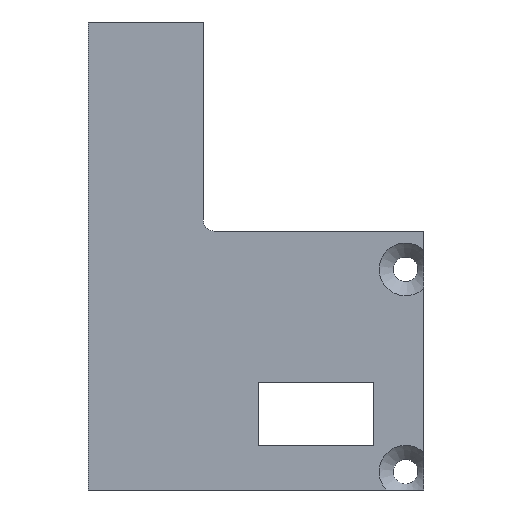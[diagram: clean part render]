
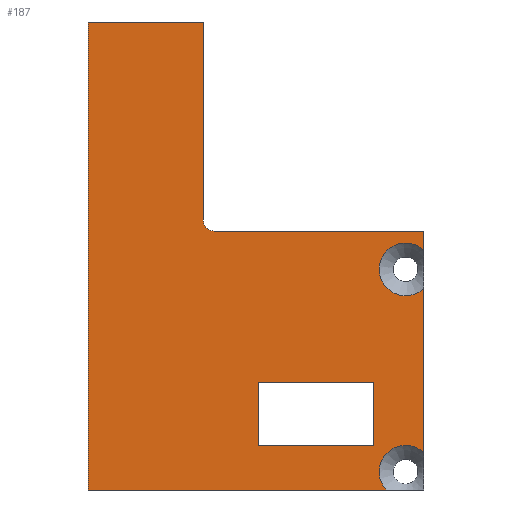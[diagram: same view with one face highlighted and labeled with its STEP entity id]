
A CAD part, front view. The second image highlights one B-rep face of the part: STEP entity #187.
In plain terms, the highlighted planar face has unit normal (0, -1, 0).
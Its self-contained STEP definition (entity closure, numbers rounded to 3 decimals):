
#122=FACE_BOUND('',#239,.T.);
#123=FACE_BOUND('',#240,.T.);
#161=CIRCLE('',#557,4.59);
#162=CIRCLE('',#558,4.59);
#163=CIRCLE('',#559,2.);
#187=ADVANCED_FACE('',(#122,#123),#215,.T.);
#215=PLANE('',#560);
#239=EDGE_LOOP('',(#320,#321,#322,#323,#324,#325,#326,#327,#328,#329));
#240=EDGE_LOOP('',(#330,#331,#332,#333));
#320=ORIENTED_EDGE('',*,*,#463,.T.);
#321=ORIENTED_EDGE('',*,*,#445,.T.);
#322=ORIENTED_EDGE('',*,*,#464,.T.);
#323=ORIENTED_EDGE('',*,*,#449,.T.);
#324=ORIENTED_EDGE('',*,*,#453,.T.);
#325=ORIENTED_EDGE('',*,*,#465,.T.);
#326=ORIENTED_EDGE('',*,*,#454,.T.);
#327=ORIENTED_EDGE('',*,*,#460,.T.);
#328=ORIENTED_EDGE('',*,*,#439,.T.);
#329=ORIENTED_EDGE('',*,*,#443,.T.);
#330=ORIENTED_EDGE('',*,*,#427,.T.);
#331=ORIENTED_EDGE('',*,*,#431,.T.);
#332=ORIENTED_EDGE('',*,*,#434,.T.);
#333=ORIENTED_EDGE('',*,*,#462,.T.);
#383=VERTEX_POINT('',#724);
#384=VERTEX_POINT('',#726);
#386=VERTEX_POINT('',#732);
#388=VERTEX_POINT('',#738);
#393=VERTEX_POINT('',#749);
#394=VERTEX_POINT('',#751);
#397=VERTEX_POINT('',#763);
#398=VERTEX_POINT('',#768);
#399=VERTEX_POINT('',#769);
#401=VERTEX_POINT('',#779);
#402=VERTEX_POINT('',#781);
#404=VERTEX_POINT('',#792);
#405=VERTEX_POINT('',#796);
#406=VERTEX_POINT('',#797);
#427=EDGE_CURVE('',#384,#383,#481,.T.);
#431=EDGE_CURVE('',#383,#386,#485,.T.);
#434=EDGE_CURVE('',#386,#388,#488,.T.);
#439=EDGE_CURVE('',#394,#393,#491,.T.);
#443=EDGE_CURVE('',#393,#397,#494,.T.);
#445=EDGE_CURVE('',#398,#399,#496,.T.);
#449=EDGE_CURVE('',#402,#401,#499,.T.);
#453=EDGE_CURVE('',#401,#404,#502,.T.);
#454=EDGE_CURVE('',#405,#406,#503,.T.);
#460=EDGE_CURVE('',#406,#394,#508,.T.);
#462=EDGE_CURVE('',#388,#384,#510,.T.);
#463=EDGE_CURVE('',#397,#398,#161,.T.);
#464=EDGE_CURVE('',#399,#402,#162,.T.);
#465=EDGE_CURVE('',#404,#405,#163,.T.);
#481=LINE('',#725,#513);
#485=LINE('',#733,#517);
#488=LINE('',#739,#520);
#491=LINE('',#750,#523);
#494=LINE('',#764,#526);
#496=LINE('',#767,#528);
#499=LINE('',#780,#531);
#502=LINE('',#793,#534);
#503=LINE('',#795,#535);
#508=LINE('',#807,#540);
#510=LINE('',#810,#542);
#513=VECTOR('',#595,1.);
#517=VECTOR('',#601,1.);
#520=VECTOR('',#606,1.);
#523=VECTOR('',#615,1.);
#526=VECTOR('',#620,1.);
#528=VECTOR('',#624,1.);
#531=VECTOR('',#627,1.);
#534=VECTOR('',#632,1.);
#535=VECTOR('',#635,1.);
#540=VECTOR('',#644,1.);
#542=VECTOR('',#648,1.);
#557=AXIS2_PLACEMENT_3D('',#812,#651,#652);
#558=AXIS2_PLACEMENT_3D('',#813,#653,#654);
#559=AXIS2_PLACEMENT_3D('',#814,#655,#656);
#560=AXIS2_PLACEMENT_3D('',#815,#657,#658);
#595=DIRECTION('',(0.,0.,1.));
#601=DIRECTION('',(1.,0.,0.));
#606=DIRECTION('',(0.,0.,-1.));
#615=DIRECTION('',(0.,0.,-1.));
#620=DIRECTION('',(1.,0.,0.));
#624=DIRECTION('',(0.,0.,1.));
#627=DIRECTION('',(0.,0.,1.));
#632=DIRECTION('',(-1.,0.,0.));
#635=DIRECTION('',(0.,0.,1.));
#644=DIRECTION('',(-1.,0.,0.));
#648=DIRECTION('',(-1.,0.,0.));
#651=DIRECTION('',(0.,1.,0.));
#652=DIRECTION('',(0.,0.,1.));
#653=DIRECTION('',(0.,1.,0.));
#654=DIRECTION('',(0.,0.,1.));
#655=DIRECTION('',(0.,1.,0.));
#656=DIRECTION('',(0.,0.,-1.));
#657=DIRECTION('',(0.,-1.,0.));
#658=DIRECTION('',(0.,0.,-1.));
#724=CARTESIAN_POINT('',(29.6,-6.35,18.75));
#725=CARTESIAN_POINT('',(29.6,-6.35,7.75));
#726=CARTESIAN_POINT('',(29.6,-6.35,7.75));
#732=CARTESIAN_POINT('',(49.6,-6.35,18.75));
#733=CARTESIAN_POINT('',(29.6,-6.35,18.75));
#738=CARTESIAN_POINT('',(49.6,-6.35,7.75));
#739=CARTESIAN_POINT('',(49.6,-6.35,18.75));
#749=CARTESIAN_POINT('',(0.,-6.35,0.));
#750=CARTESIAN_POINT('',(0.,-6.35,81.35));
#751=CARTESIAN_POINT('',(0.,-6.35,81.35));
#763=CARTESIAN_POINT('',(51.86,-6.35,0.));
#764=CARTESIAN_POINT('',(0.,-6.35,0.));
#767=CARTESIAN_POINT('',(58.35,-6.35,0.));
#768=CARTESIAN_POINT('',(58.35,-6.35,6.49));
#769=CARTESIAN_POINT('',(58.35,-6.35,35.035));
#779=CARTESIAN_POINT('',(58.35,-6.35,45.));
#780=CARTESIAN_POINT('',(58.35,-6.35,0.));
#781=CARTESIAN_POINT('',(58.35,-6.35,41.665));
#792=CARTESIAN_POINT('',(22.,-6.35,45.));
#793=CARTESIAN_POINT('',(58.35,-6.35,45.));
#795=CARTESIAN_POINT('',(20.,-6.35,45.));
#796=CARTESIAN_POINT('',(20.,-6.35,47.));
#797=CARTESIAN_POINT('',(20.,-6.35,81.35));
#807=CARTESIAN_POINT('',(20.,-6.35,81.35));
#810=CARTESIAN_POINT('',(49.6,-6.35,7.75));
#812=CARTESIAN_POINT('',(55.175,-6.35,3.175));
#813=CARTESIAN_POINT('',(55.175,-6.35,38.35));
#814=CARTESIAN_POINT('',(22.,-6.35,47.));
#815=CARTESIAN_POINT('',(0.,-6.35,0.));
